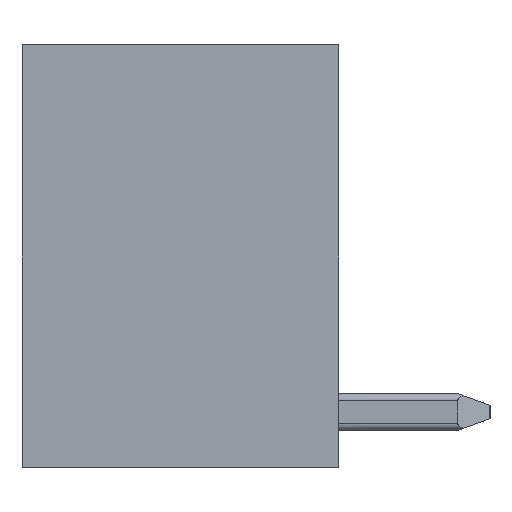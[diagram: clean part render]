
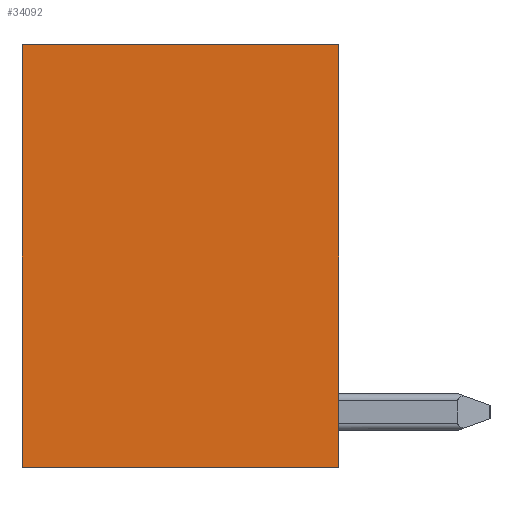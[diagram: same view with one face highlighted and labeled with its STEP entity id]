
A CAD part, left-side view. The second image highlights one B-rep face of the part: STEP entity #34092.
In plain terms, the highlighted planar face has unit normal (-1, 0, 0).
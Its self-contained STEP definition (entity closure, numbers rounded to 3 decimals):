
#32845=CARTESIAN_POINT('',(-18.079,-2.701,-8.424));
#32846=VERTEX_POINT('',#32845);
#32853=CARTESIAN_POINT('',(-18.079,3.617,-8.424));
#32854=VERTEX_POINT('',#32853);
#32855=CARTESIAN_POINT('',(-18.079,-2.701,-8.424));
#32856=DIRECTION('',(0.,1.,0.));
#32857=VECTOR('',#32856,6.318);
#32858=LINE('',#32855,#32857);
#32859=EDGE_CURVE('',#32846,#32854,#32858,.T.);
#33535=CARTESIAN_POINT('',(-18.079,-2.701,0.));
#33536=VERTEX_POINT('',#33535);
#33543=CARTESIAN_POINT('',(-18.079,-2.701,0.));
#33544=DIRECTION('',(0.,0.,-1.));
#33545=VECTOR('',#33544,8.424);
#33546=LINE('',#33543,#33545);
#33547=EDGE_CURVE('',#33536,#32846,#33546,.T.);
#34069=CARTESIAN_POINT('',(-18.079,2.609,0.));
#34070=DIRECTION('',(0.,1.,0.));
#34071=DIRECTION('',(-1.,0.,0.));
#34072=AXIS2_PLACEMENT_3D('',#34069,#34071,#34070);
#34073=PLANE('',#34072);
#34074=ORIENTED_EDGE('',*,*,#33547,.F.);
#34075=CARTESIAN_POINT('',(-18.079,3.617,0.));
#34076=VERTEX_POINT('',#34075);
#34077=CARTESIAN_POINT('',(-18.079,-2.701,0.));
#34078=DIRECTION('',(0.,1.,0.));
#34079=VECTOR('',#34078,6.318);
#34080=LINE('',#34077,#34079);
#34081=EDGE_CURVE('',#33536,#34076,#34080,.T.);
#34082=ORIENTED_EDGE('',*,*,#34081,.T.);
#34083=CARTESIAN_POINT('',(-18.079,3.617,0.));
#34084=DIRECTION('',(0.,0.,-1.));
#34085=VECTOR('',#34084,8.424);
#34086=LINE('',#34083,#34085);
#34087=EDGE_CURVE('',#34076,#32854,#34086,.T.);
#34088=ORIENTED_EDGE('',*,*,#34087,.T.);
#34089=ORIENTED_EDGE('',*,*,#32859,.F.);
#34090=EDGE_LOOP('',(#34074,#34082,#34088,#34089));
#34091=FACE_OUTER_BOUND('',#34090,.T.);
#34092=ADVANCED_FACE('',(#34091),#34073,.T.);
